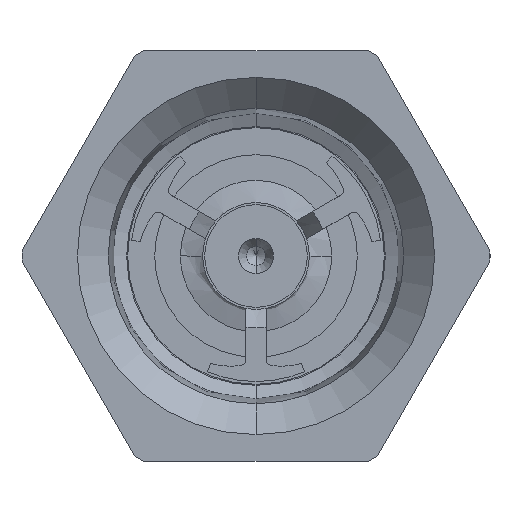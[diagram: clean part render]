
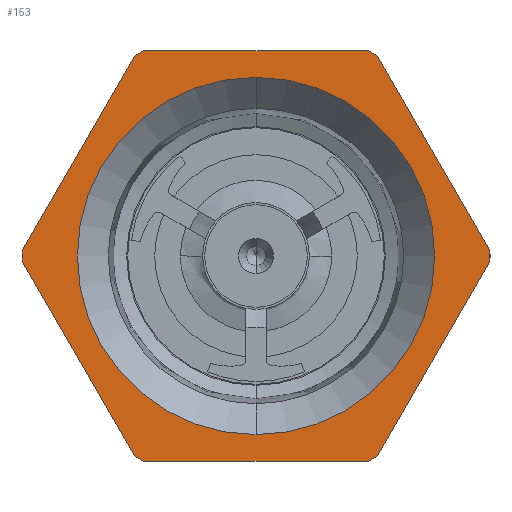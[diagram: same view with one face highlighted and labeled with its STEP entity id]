
A CAD part, left-side view. The second image highlights one B-rep face of the part: STEP entity #153.
In plain terms, the highlighted planar face has unit normal (-1, 0, 0).
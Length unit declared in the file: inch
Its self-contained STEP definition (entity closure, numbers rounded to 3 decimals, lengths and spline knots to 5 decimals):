
#134 = DIRECTION ( 'NONE',  ( 0., 0., -1. ) ) ;
#137 = CARTESIAN_POINT ( 'NONE',  ( -1.875, 0., -0.43504 ) ) ;
#153 = ADVANCED_FACE ( 'NONE', ( #10271, #8343 ), #6281, .T. ) ;
#385 = EDGE_CURVE ( 'NONE', #3795, #9523, #2544, .T. ) ;
#530 = ORIENTED_EDGE ( 'NONE', *, *, #5994, .T. ) ;
#650 = CARTESIAN_POINT ( 'NONE',  ( -1.875, -0.56985, -0.01299 ) ) ;
#740 = VERTEX_POINT ( 'NONE', #1767 ) ;
#758 = CARTESIAN_POINT ( 'NONE',  ( -1.875, 0., 0. ) ) ;
#861 = CARTESIAN_POINT ( 'NONE',  ( -1.875, -0.29617, -0.48701 ) ) ;
#905 = ORIENTED_EDGE ( 'NONE', *, *, #1569, .T. ) ;
#910 = ORIENTED_EDGE ( 'NONE', *, *, #8922, .F. ) ;
#961 = EDGE_CURVE ( 'NONE', #5002, #2270, #4858, .T. ) ;
#995 = EDGE_CURVE ( 'NONE', #2349, #10687, #9157, .T. ) ;
#1048 = DIRECTION ( 'NONE',  ( 0., 0., 1. ) ) ;
#1115 = DIRECTION ( 'NONE',  ( 1., 0., 0. ) ) ;
#1569 = EDGE_CURVE ( 'NONE', #1739, #7435, #6692, .T. ) ;
#1579 = CARTESIAN_POINT ( 'NONE',  ( -1.875, 0.29617, -0.48701 ) ) ;
#1739 = VERTEX_POINT ( 'NONE', #11829 ) ;
#1751 = CARTESIAN_POINT ( 'NONE',  ( -1.875, 0.56985, 0.01299 ) ) ;
#1767 = CARTESIAN_POINT ( 'NONE',  ( -1.875, 0.27368, 0.5 ) ) ;
#1794 = DIRECTION ( 'NONE',  ( 1., 0., 0. ) ) ;
#1909 = AXIS2_PLACEMENT_3D ( 'NONE', #11245, #2927, #3886 ) ;
#1950 = ORIENTED_EDGE ( 'NONE', *, *, #11095, .F. ) ;
#1967 = CARTESIAN_POINT ( 'NONE',  ( -1.875, 0., 0. ) ) ;
#2000 = CARTESIAN_POINT ( 'NONE',  ( -1.875, 0., 0. ) ) ;
#2014 = CIRCLE ( 'NONE', #10795, 0.57 ) ;
#2039 = EDGE_CURVE ( 'NONE', #10687, #2349, #12271, .T. ) ;
#2071 = VERTEX_POINT ( 'NONE', #6907 ) ;
#2073 = LINE ( 'NONE', #10263, #3469 ) ;
#2153 = VERTEX_POINT ( 'NONE', #650 ) ;
#2223 = AXIS2_PLACEMENT_3D ( 'NONE', #2000, #4001, #9150 ) ;
#2270 = VERTEX_POINT ( 'NONE', #6882 ) ;
#2323 = CARTESIAN_POINT ( 'NONE',  ( -1.875, 0.27368, -0.5 ) ) ;
#2349 = VERTEX_POINT ( 'NONE', #137 ) ;
#2350 = ORIENTED_EDGE ( 'NONE', *, *, #6114, .T. ) ;
#2544 = LINE ( 'NONE', #7012, #13149 ) ;
#2783 = DIRECTION ( 'NONE',  ( 0., 0., 1. ) ) ;
#2927 = DIRECTION ( 'NONE',  ( 1., 0., 0. ) ) ;
#3052 = CARTESIAN_POINT ( 'NONE',  ( -1.875, 0., -0.50252 ) ) ;
#3469 = VECTOR ( 'NONE', #6275, 39.37008 ) ;
#3547 = CIRCLE ( 'NONE', #12994, 0.57 ) ;
#3553 = ORIENTED_EDGE ( 'NONE', *, *, #12259, .T. ) ;
#3791 = DIRECTION ( 'NONE',  ( 0., 0., -1. ) ) ;
#3795 = VERTEX_POINT ( 'NONE', #2323 ) ;
#3886 = DIRECTION ( 'NONE',  ( 0., 0., 1. ) ) ;
#4001 = DIRECTION ( 'NONE',  ( 1., 0., 0. ) ) ;
#4074 = LINE ( 'NONE', #13496, #10519 ) ;
#4222 = DIRECTION ( 'NONE',  ( 0., 0., -1. ) ) ;
#4572 = DIRECTION ( 'NONE',  ( 0., -0.5, -0.866 ) ) ;
#4648 = CIRCLE ( 'NONE', #2223, 0.57 ) ;
#4731 = EDGE_LOOP ( 'NONE', ( #8386, #5529, #530, #2350, #3553, #1950, #905, #5966, #11624, #910, #6286, #7752 ) ) ;
#4786 = DIRECTION ( 'NONE',  ( 0., 0.5, 0.866 ) ) ;
#4852 = CIRCLE ( 'NONE', #5950, 0.57 ) ;
#4858 = LINE ( 'NONE', #12977, #10702 ) ;
#5002 = VERTEX_POINT ( 'NONE', #12279 ) ;
#5025 = VERTEX_POINT ( 'NONE', #1751 ) ;
#5183 = CARTESIAN_POINT ( 'NONE',  ( -1.875, 0., 0. ) ) ;
#5529 = ORIENTED_EDGE ( 'NONE', *, *, #10738, .F. ) ;
#5950 = AXIS2_PLACEMENT_3D ( 'NONE', #7439, #1115, #8339 ) ;
#5956 = DIRECTION ( 'NONE',  ( 1., 0., 0. ) ) ;
#5966 = ORIENTED_EDGE ( 'NONE', *, *, #9260, .F. ) ;
#5994 = EDGE_CURVE ( 'NONE', #9556, #740, #2073, .T. ) ;
#6035 = EDGE_LOOP ( 'NONE', ( #6517, #7026 ) ) ;
#6114 = EDGE_CURVE ( 'NONE', #740, #2071, #13355, .T. ) ;
#6210 = DIRECTION ( 'NONE',  ( -1., 0., 0. ) ) ;
#6275 = DIRECTION ( 'NONE',  ( 0., 1., 0. ) ) ;
#6281 = PLANE ( 'NONE',  #7221 ) ;
#6286 = ORIENTED_EDGE ( 'NONE', *, *, #12807, .T. ) ;
#6517 = ORIENTED_EDGE ( 'NONE', *, *, #2039, .T. ) ;
#6692 = LINE ( 'NONE', #10895, #12148 ) ;
#6882 = CARTESIAN_POINT ( 'NONE',  ( -1.875, -0.29617, 0.48701 ) ) ;
#6907 = CARTESIAN_POINT ( 'NONE',  ( -1.875, 0.29617, 0.48701 ) ) ;
#7012 = CARTESIAN_POINT ( 'NONE',  ( -1.875, 0., -0.5 ) ) ;
#7026 = ORIENTED_EDGE ( 'NONE', *, *, #995, .T. ) ;
#7221 = AXIS2_PLACEMENT_3D ( 'NONE', #3052, #9305, #1048 ) ;
#7398 = DIRECTION ( 'NONE',  ( 0., 0.5, -0.866 ) ) ;
#7435 = VERTEX_POINT ( 'NONE', #1579 ) ;
#7439 = CARTESIAN_POINT ( 'NONE',  ( -1.875, 0., 0. ) ) ;
#7489 = AXIS2_PLACEMENT_3D ( 'NONE', #758, #1794, #3791 ) ;
#7629 = DIRECTION ( 'NONE',  ( 1., 0., 0. ) ) ;
#7752 = ORIENTED_EDGE ( 'NONE', *, *, #8768, .F. ) ;
#8074 = CARTESIAN_POINT ( 'NONE',  ( -1.875, 0., 0. ) ) ;
#8339 = DIRECTION ( 'NONE',  ( 0., 0., -1. ) ) ;
#8343 = FACE_OUTER_BOUND ( 'NONE', #4731, .T. ) ;
#8386 = ORIENTED_EDGE ( 'NONE', *, *, #961, .T. ) ;
#8433 = DIRECTION ( 'NONE',  ( 1., 0., 0. ) ) ;
#8731 = AXIS2_PLACEMENT_3D ( 'NONE', #5183, #6210, #4222 ) ;
#8768 = EDGE_CURVE ( 'NONE', #5002, #2153, #3547, .T. ) ;
#8922 = EDGE_CURVE ( 'NONE', #11516, #9523, #4648, .T. ) ;
#8967 = VECTOR ( 'NONE', #7398, 39.37008 ) ;
#9150 = DIRECTION ( 'NONE',  ( 0., 0., -1. ) ) ;
#9157 = CIRCLE ( 'NONE', #1909, 0.43504 ) ;
#9260 = EDGE_CURVE ( 'NONE', #3795, #7435, #2014, .T. ) ;
#9305 = DIRECTION ( 'NONE',  ( -1., 0., 0. ) ) ;
#9523 = VERTEX_POINT ( 'NONE', #12304 ) ;
#9556 = VERTEX_POINT ( 'NONE', #11268 ) ;
#10263 = CARTESIAN_POINT ( 'NONE',  ( -1.875, 0., 0.5 ) ) ;
#10271 = FACE_BOUND ( 'NONE', #6035, .T. ) ;
#10435 = CARTESIAN_POINT ( 'NONE',  ( -1.875, 0.43301, 0.25 ) ) ;
#10519 = VECTOR ( 'NONE', #13566, 39.37008 ) ;
#10601 = CARTESIAN_POINT ( 'NONE',  ( -1.875, 0., 0. ) ) ;
#10687 = VERTEX_POINT ( 'NONE', #11148 ) ;
#10702 = VECTOR ( 'NONE', #4786, 39.37008 ) ;
#10738 = EDGE_CURVE ( 'NONE', #9556, #2270, #13207, .T. ) ;
#10795 = AXIS2_PLACEMENT_3D ( 'NONE', #10601, #7629, #134 ) ;
#10895 = CARTESIAN_POINT ( 'NONE',  ( -1.875, 0.56985, -0.01299 ) ) ;
#10958 = AXIS2_PLACEMENT_3D ( 'NONE', #8074, #5956, #2783 ) ;
#11095 = EDGE_CURVE ( 'NONE', #1739, #5025, #4852, .T. ) ;
#11148 = CARTESIAN_POINT ( 'NONE',  ( -1.875, 0., 0.43504 ) ) ;
#11245 = CARTESIAN_POINT ( 'NONE',  ( -1.875, 0., 0. ) ) ;
#11268 = CARTESIAN_POINT ( 'NONE',  ( -1.875, -0.27368, 0.5 ) ) ;
#11394 = LINE ( 'NONE', #10435, #8967 ) ;
#11516 = VERTEX_POINT ( 'NONE', #861 ) ;
#11624 = ORIENTED_EDGE ( 'NONE', *, *, #385, .T. ) ;
#11666 = DIRECTION ( 'NONE',  ( 0., 0., -1. ) ) ;
#11829 = CARTESIAN_POINT ( 'NONE',  ( -1.875, 0.56985, -0.01299 ) ) ;
#12148 = VECTOR ( 'NONE', #4572, 39.37008 ) ;
#12171 = DIRECTION ( 'NONE',  ( 0., -1., 0. ) ) ;
#12259 = EDGE_CURVE ( 'NONE', #2071, #5025, #11394, .T. ) ;
#12271 = CIRCLE ( 'NONE', #10958, 0.43504 ) ;
#12279 = CARTESIAN_POINT ( 'NONE',  ( -1.875, -0.56985, 0.01299 ) ) ;
#12304 = CARTESIAN_POINT ( 'NONE',  ( -1.875, -0.27368, -0.5 ) ) ;
#12807 = EDGE_CURVE ( 'NONE', #11516, #2153, #4074, .T. ) ;
#12977 = CARTESIAN_POINT ( 'NONE',  ( -1.875, -0.56985, 0.01299 ) ) ;
#12994 = AXIS2_PLACEMENT_3D ( 'NONE', #1967, #8433, #11666 ) ;
#13149 = VECTOR ( 'NONE', #12171, 39.37008 ) ;
#13207 = CIRCLE ( 'NONE', #7489, 0.57 ) ;
#13355 = CIRCLE ( 'NONE', #8731, 0.57 ) ;
#13496 = CARTESIAN_POINT ( 'NONE',  ( -1.875, -0.29617, -0.48701 ) ) ;
#13566 = DIRECTION ( 'NONE',  ( 0., -0.5, 0.866 ) ) ;
